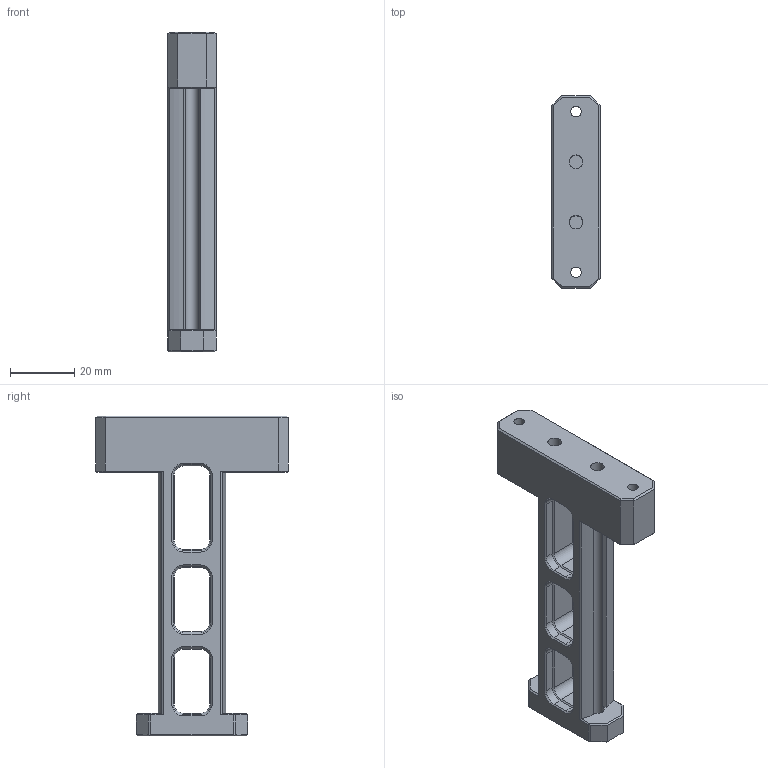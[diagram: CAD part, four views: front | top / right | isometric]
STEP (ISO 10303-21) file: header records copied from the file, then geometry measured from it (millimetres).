
FILE_DESCRIPTION(/* description */ (''),/* implementation_level */ '2;1');
FILE_NAME(/* name */ 'ExtendedSpoolHolder.stp',/* time_stamp */ '2024-01-14T13:10:33-06:00',/* author */ ('keith'),/* organization */ (''),/* preprocessor_version */ 'ST-DEVELOPER v18.1',/* originating_system */ 'Autodesk Inventor 2022',/* authorisation */ '');
FILE_SCHEMA (('AUTOMOTIVE_DESIGN { 1 0 10303 214 3 1 1 }'));
Length unit declared in the file: millimetre
Products named in the file (1): ExtendedSpoolHolder
Bounding box: 15 x 60 x 99.5 mm (x, y, z)
Volume: 27734.6 mm3; surface area: 12935.1 mm2
Topology: 1 solids, 1 shells, 254 faces, 578 edges, 328 vertices
Faces by surface type: plane 158, cone 50, cylinder 46
Full cylindrical faces by diameter (mm): 3.3 x2, 4.2 x2, 6.6 x1, 6.66 x1
Entity records: 6956 total; most frequent: DIRECTION 1220, CARTESIAN_POINT 1161, ORIENTED_EDGE 1156, EDGE_CURVE 578, LINE 446, VECTOR 446, AXIS2_PLACEMENT_3D 387, VERTEX_POINT 328
